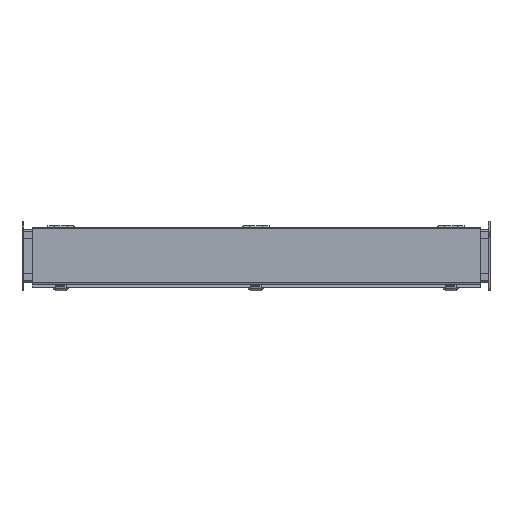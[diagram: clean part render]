
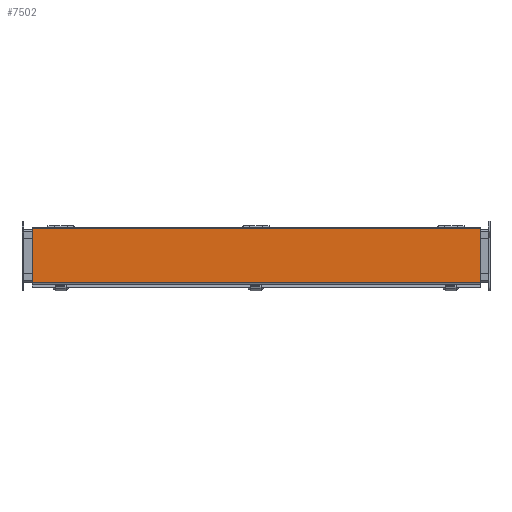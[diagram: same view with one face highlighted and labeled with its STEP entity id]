
A CAD part, top view. The second image highlights one B-rep face of the part: STEP entity #7502.
In plain terms, the highlighted planar face has unit normal (0, 0, 1).
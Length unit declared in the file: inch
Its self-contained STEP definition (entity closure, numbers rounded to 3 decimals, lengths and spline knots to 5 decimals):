
#499 = DIRECTION ( 'NONE',  ( 1., 0., 0. ) ) ;
#827 = CARTESIAN_POINT ( 'NONE',  ( -17.218, -2.0805, 4.172 ) ) ;
#1131 = FACE_OUTER_BOUND ( 'NONE', #3034, .T. ) ;
#1764 = ORIENTED_EDGE ( 'NONE', *, *, #8652, .T. ) ;
#2506 = VECTOR ( 'NONE', #14482, 39.37008 ) ;
#2683 = CARTESIAN_POINT ( 'NONE',  ( -17.218, -2.1885, 4.172 ) ) ;
#2837 = EDGE_CURVE ( 'NONE', #3313, #14984, #13229, .T. ) ;
#3034 = EDGE_LOOP ( 'NONE', ( #13862, #9870, #10849, #1764 ) ) ;
#3313 = VERTEX_POINT ( 'NONE', #13640 ) ;
#4272 = DIRECTION ( 'NONE',  ( -1., 0., 0. ) ) ;
#6035 = VECTOR ( 'NONE', #11927, 39.37008 ) ;
#6434 = VERTEX_POINT ( 'NONE', #10516 ) ;
#7502 = ADVANCED_FACE ( 'NONE', ( #1131 ), #11661, .T. ) ;
#8174 = CARTESIAN_POINT ( 'NONE',  ( 17.25, -2.1885, 4.172 ) ) ;
#8460 = EDGE_CURVE ( 'NONE', #14984, #11403, #12481, .T. ) ;
#8478 = CARTESIAN_POINT ( 'NONE',  ( -17.218, -2.0805, 4.172 ) ) ;
#8652 = EDGE_CURVE ( 'NONE', #6434, #3313, #9540, .T. ) ;
#9540 = LINE ( 'NONE', #12128, #16682 ) ;
#9870 = ORIENTED_EDGE ( 'NONE', *, *, #8460, .T. ) ;
#10516 = CARTESIAN_POINT ( 'NONE',  ( 17.25, 2.0785, 4.172 ) ) ;
#10849 = ORIENTED_EDGE ( 'NONE', *, *, #15948, .T. ) ;
#11403 = VERTEX_POINT ( 'NONE', #16634 ) ;
#11661 = PLANE ( 'NONE',  #16654 ) ;
#11927 = DIRECTION ( 'NONE',  ( 0., -1., 0. ) ) ;
#12128 = CARTESIAN_POINT ( 'NONE',  ( -17.218, 2.0785, 4.172 ) ) ;
#12147 = LINE ( 'NONE', #8174, #2506 ) ;
#12481 = LINE ( 'NONE', #827, #12523 ) ;
#12523 = VECTOR ( 'NONE', #499, 39.37008 ) ;
#13229 = LINE ( 'NONE', #16713, #6035 ) ;
#13640 = CARTESIAN_POINT ( 'NONE',  ( -17.218, 2.0785, 4.172 ) ) ;
#13862 = ORIENTED_EDGE ( 'NONE', *, *, #2837, .T. ) ;
#14482 = DIRECTION ( 'NONE',  ( 0., 1., 0. ) ) ;
#14984 = VERTEX_POINT ( 'NONE', #8478 ) ;
#15808 = DIRECTION ( 'NONE',  ( 0., 0., 1. ) ) ;
#15948 = EDGE_CURVE ( 'NONE', #11403, #6434, #12147, .T. ) ;
#16634 = CARTESIAN_POINT ( 'NONE',  ( 17.25, -2.0805, 4.172 ) ) ;
#16654 = AXIS2_PLACEMENT_3D ( 'NONE', #2683, #15808, #16923 ) ;
#16682 = VECTOR ( 'NONE', #4272, 39.37008 ) ;
#16713 = CARTESIAN_POINT ( 'NONE',  ( -17.218, -2.1885, 4.172 ) ) ;
#16923 = DIRECTION ( 'NONE',  ( 1., 0., 0. ) ) ;
